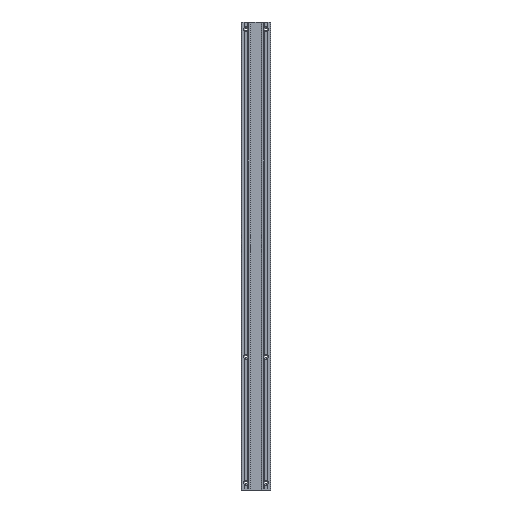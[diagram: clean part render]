
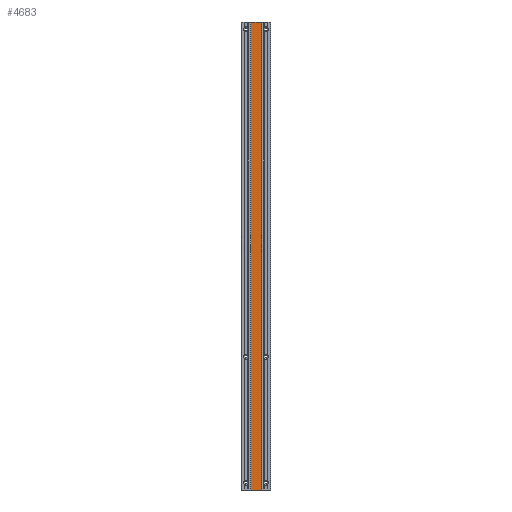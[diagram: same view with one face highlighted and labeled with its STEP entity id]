
A CAD part, front view. The second image highlights one B-rep face of the part: STEP entity #4683.
In plain terms, the highlighted planar face has unit normal (0, -1, 0).
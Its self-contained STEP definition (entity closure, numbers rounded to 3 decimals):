
#1243=DIRECTION('',(1.,0.,0.));
#1244=VECTOR('',#1243,31.929);
#1245=CARTESIAN_POINT('',(-15.964,10.5,-527.5));
#1246=LINE('',#1245,#1244);
#1247=DIRECTION('',(0.,0.,-1.));
#1248=VECTOR('',#1247,1055.);
#1249=CARTESIAN_POINT('',(-15.964,10.5,527.5));
#1250=LINE('',#1249,#1248);
#1251=DIRECTION('',(1.,0.,0.));
#1252=VECTOR('',#1251,31.929);
#1253=CARTESIAN_POINT('',(-15.964,10.5,527.5));
#1254=LINE('',#1253,#1252);
#1255=DIRECTION('',(0.,0.,1.));
#1256=VECTOR('',#1255,1055.);
#1257=CARTESIAN_POINT('',(15.964,10.5,-527.5));
#1258=LINE('',#1257,#1256);
#2957=CARTESIAN_POINT('',(-15.964,10.5,-527.5));
#2958=CARTESIAN_POINT('',(15.964,10.5,-527.5));
#2959=VERTEX_POINT('',#2957);
#2960=VERTEX_POINT('',#2958);
#2961=CARTESIAN_POINT('',(-15.964,10.5,527.5));
#2962=CARTESIAN_POINT('',(15.964,10.5,527.5));
#2963=VERTEX_POINT('',#2961);
#2964=VERTEX_POINT('',#2962);
#4671=CARTESIAN_POINT('',(-27.5,10.5,1125.));
#4672=DIRECTION('',(0.,-1.,0.));
#4673=DIRECTION('',(1.,0.,0.));
#4674=AXIS2_PLACEMENT_3D('',#4671,#4672,#4673);
#4675=PLANE('',#4674);
#4676=ORIENTED_EDGE('',*,*,#4236,.F.);
#4677=ORIENTED_EDGE('',*,*,#4666,.F.);
#4678=ORIENTED_EDGE('',*,*,#3570,.T.);
#4680=ORIENTED_EDGE('',*,*,#4679,.F.);
#4681=EDGE_LOOP('',(#4676,#4677,#4678,#4680));
#4682=FACE_OUTER_BOUND('',#4681,.F.);
#4683=ADVANCED_FACE('',(#4682),#4675,.T.);
#3570=EDGE_CURVE('',#2963,#2964,#1254,.T.);
#4236=EDGE_CURVE('',#2959,#2960,#1246,.T.);
#4666=EDGE_CURVE('',#2963,#2959,#1250,.T.);
#4679=EDGE_CURVE('',#2960,#2964,#1258,.T.);
